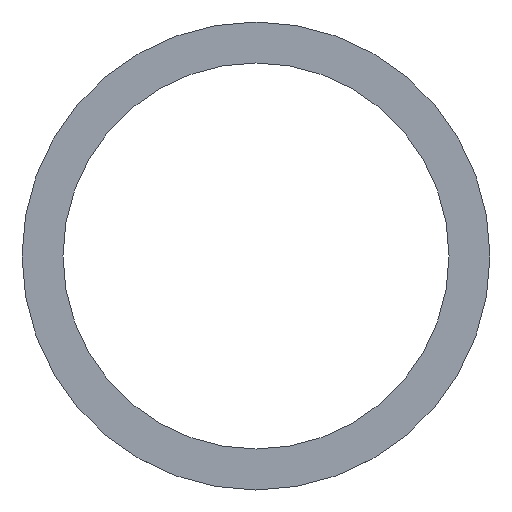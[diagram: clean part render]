
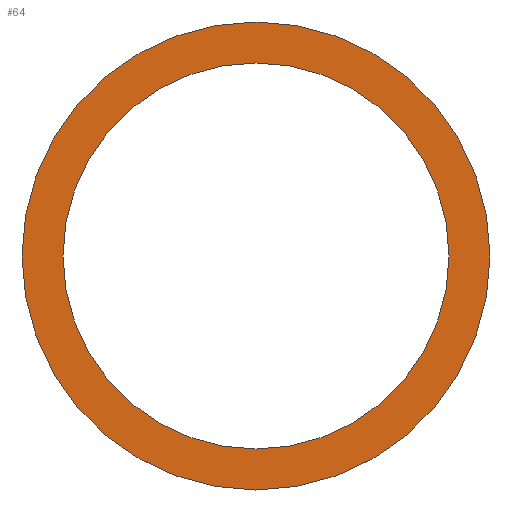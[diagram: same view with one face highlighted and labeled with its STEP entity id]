
A CAD part, top view. The second image highlights one B-rep face of the part: STEP entity #64.
In plain terms, the highlighted planar face has unit normal (0, 0, 1).
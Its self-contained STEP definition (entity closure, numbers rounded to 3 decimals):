
#22=FACE_BOUND('',#32,.T.);
#26=FACE_OUTER_BOUND('',#31,.T.);
#31=EDGE_LOOP('',(#57));
#32=EDGE_LOOP('',(#58));
#35=CIRCLE('',#83,24.75);
#36=CIRCLE('',#85,30.);
#39=VERTEX_POINT('',#114);
#40=VERTEX_POINT('',#118);
#44=EDGE_CURVE('',#39,#39,#35,.T.);
#46=EDGE_CURVE('',#40,#40,#36,.T.);
#57=ORIENTED_EDGE('',*,*,#46,.F.);
#58=ORIENTED_EDGE('',*,*,#44,.T.);
#60=PLANE('',#86);
#64=ADVANCED_FACE('',(#26,#22),#60,.F.);
#83=AXIS2_PLACEMENT_3D('',#116,#98,#99);
#85=AXIS2_PLACEMENT_3D('',#120,#103,#104);
#86=AXIS2_PLACEMENT_3D('',#121,#105,#106);
#98=DIRECTION('center_axis',(0.,0.,
-1.));
#99=DIRECTION('ref_axis',(-1.,0.,0.));
#103=DIRECTION('center_axis',(0.,0.,
-1.));
#104=DIRECTION('ref_axis',(-1.,0.,0.));
#105=DIRECTION('center_axis',(0.,0.,
-1.));
#106=DIRECTION('ref_axis',(-1.,0.,0.));
#114=CARTESIAN_POINT('',(281.998,40.457,672.915));
#116=CARTESIAN_POINT('Origin',(257.248,40.457,672.915));
#118=CARTESIAN_POINT('',(287.248,40.457,672.915));
#120=CARTESIAN_POINT('Origin',(257.248,40.457,672.915));
#121=CARTESIAN_POINT('Origin',(255.198,40.757,672.915));
